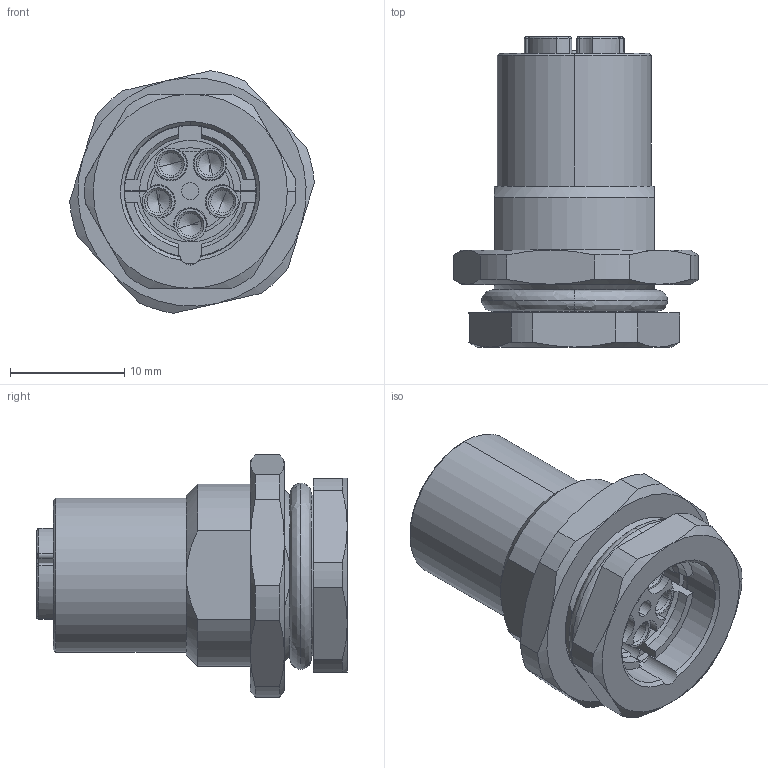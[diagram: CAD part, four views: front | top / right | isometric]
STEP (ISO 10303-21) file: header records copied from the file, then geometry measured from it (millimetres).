
FILE_DESCRIPTION (( 'STEP AP203' ), '1' );
FILE_NAME ('P225.STEP', '2020-04-01T02:24:09', ( 'edpusr' ), ( 'Microsoft' ), 'SwSTEP 2.0', 'SolidWorks 2015', '' );
FILE_SCHEMA (( 'CONFIG_CONTROL_DESIGN' ));
Length unit declared in the file: millimetre
Products named in the file (1): P225
Bounding box: 21.44 x 27.2 x 21.25 mm (x, y, z)
Surface area: 7330.4 mm2 (no closed solid volume)
Topology: 0 solids, 12 shells, 532 faces, 1324 edges, 830 vertices
Faces by surface type: cylinder 222, plane 162, cone 108, bspline 40
Entity records: 16704 total; most frequent: CARTESIAN_POINT 3926, DIRECTION 2782, ORIENTED_EDGE 2606, EDGE_CURVE 1304, AXIS2_PLACEMENT_3D 1131, VERTEX_POINT 830, CIRCLE 638, EDGE_LOOP 597
